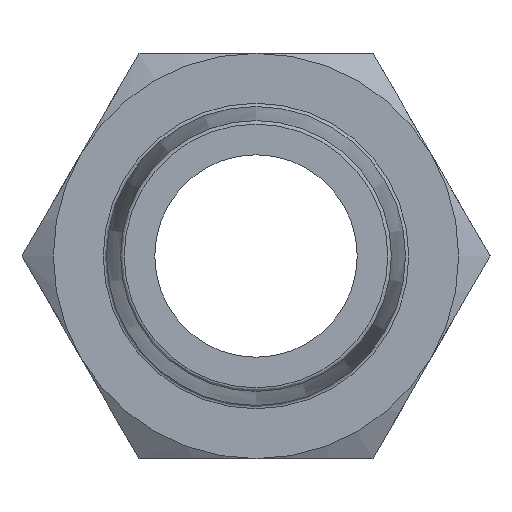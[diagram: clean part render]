
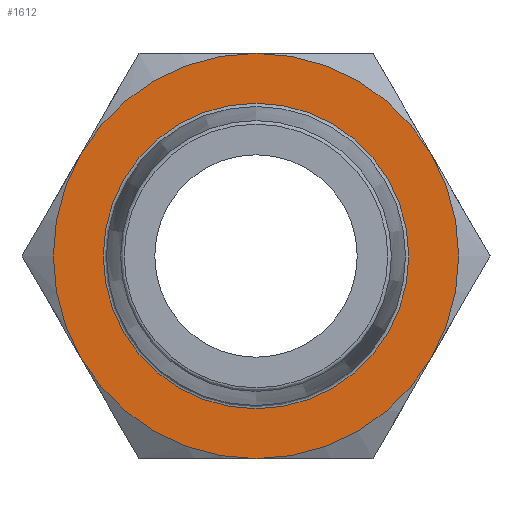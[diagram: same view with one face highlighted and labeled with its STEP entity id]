
A CAD part, left-side view. The second image highlights one B-rep face of the part: STEP entity #1612.
In plain terms, the highlighted planar face has unit normal (-1, 0, 0).
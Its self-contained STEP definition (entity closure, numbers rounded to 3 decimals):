
#85=FACE_BOUND('',#325,.T.);
#113=PLANE('',#1797);
#210=FACE_OUTER_BOUND('',#324,.T.);
#324=EDGE_LOOP('',(#1374,#1375,#1376,#1377,#1378,#1379));
#325=EDGE_LOOP('',(#1380));
#399=CIRCLE('',#1760,5.385);
#419=CIRCLE('',#1798,7.144);
#420=CIRCLE('',#1799,7.144);
#421=CIRCLE('',#1800,7.144);
#422=CIRCLE('',#1801,7.144);
#423=CIRCLE('',#1802,7.144);
#424=CIRCLE('',#1803,7.144);
#702=VERTEX_POINT('',#10057);
#724=VERTEX_POINT('',#10124);
#730=VERTEX_POINT('',#10145);
#734=VERTEX_POINT('',#10163);
#738=VERTEX_POINT('',#10181);
#742=VERTEX_POINT('',#10199);
#744=VERTEX_POINT('',#10214);
#911=EDGE_CURVE('',#702,#702,#399,.T.);
#970=EDGE_CURVE('',#744,#724,#419,.T.);
#971=EDGE_CURVE('',#724,#730,#420,.T.);
#972=EDGE_CURVE('',#730,#734,#421,.T.);
#973=EDGE_CURVE('',#734,#738,#422,.T.);
#974=EDGE_CURVE('',#738,#742,#423,.T.);
#975=EDGE_CURVE('',#742,#744,#424,.T.);
#1374=ORIENTED_EDGE('',*,*,#970,.T.);
#1375=ORIENTED_EDGE('',*,*,#971,.T.);
#1376=ORIENTED_EDGE('',*,*,#972,.T.);
#1377=ORIENTED_EDGE('',*,*,#973,.T.);
#1378=ORIENTED_EDGE('',*,*,#974,.T.);
#1379=ORIENTED_EDGE('',*,*,#975,.T.);
#1380=ORIENTED_EDGE('',*,*,#911,.T.);
#1612=ADVANCED_FACE('',(#210,#85),#113,.F.);
#1760=AXIS2_PLACEMENT_3D('',#10058,#2091,#2092);
#1797=AXIS2_PLACEMENT_3D('',#10224,#2180,#2181);
#1798=AXIS2_PLACEMENT_3D('',#10225,#2182,#2183);
#1799=AXIS2_PLACEMENT_3D('',#10226,#2184,#2185);
#1800=AXIS2_PLACEMENT_3D('',#10227,#2186,#2187);
#1801=AXIS2_PLACEMENT_3D('',#10228,#2188,#2189);
#1802=AXIS2_PLACEMENT_3D('',#10229,#2190,#2191);
#1803=AXIS2_PLACEMENT_3D('',#10230,#2192,#2193);
#2091=DIRECTION('center_axis',(1.,0.,0.));
#2092=DIRECTION('ref_axis',(0.,0.,-1.));
#2180=DIRECTION('center_axis',(1.,0.,0.));
#2181=DIRECTION('ref_axis',(0.,0.,-1.));
#2182=DIRECTION('center_axis',(-1.,0.,0.));
#2183=DIRECTION('ref_axis',(0.,0.,1.));
#2184=DIRECTION('center_axis',(-1.,0.,0.));
#2185=DIRECTION('ref_axis',(0.,0.,1.));
#2186=DIRECTION('center_axis',(-1.,0.,0.));
#2187=DIRECTION('ref_axis',(0.,0.,1.));
#2188=DIRECTION('center_axis',(-1.,0.,0.));
#2189=DIRECTION('ref_axis',(0.,0.,1.));
#2190=DIRECTION('center_axis',(-1.,0.,0.));
#2191=DIRECTION('ref_axis',(0.,0.,1.));
#2192=DIRECTION('center_axis',(-1.,0.,0.));
#2193=DIRECTION('ref_axis',(0.,0.,1.));
#10057=CARTESIAN_POINT('',(-69.431,0.,18.985));
#10058=CARTESIAN_POINT('Origin',(-69.431,0.,13.6));
#10124=CARTESIAN_POINT('',(-69.431,0.,6.456));
#10145=CARTESIAN_POINT('',(-69.431,-6.187,10.028));
#10163=CARTESIAN_POINT('',(-69.431,-6.187,17.172));
#10181=CARTESIAN_POINT('',(-69.431,0.,20.744));
#10199=CARTESIAN_POINT('',(-69.431,6.187,17.172));
#10214=CARTESIAN_POINT('',(-69.431,6.187,10.028));
#10224=CARTESIAN_POINT('Origin',(-69.431,8.249,13.6));
#10225=CARTESIAN_POINT('Origin',(-69.431,0.,13.6));
#10226=CARTESIAN_POINT('Origin',(-69.431,0.,13.6));
#10227=CARTESIAN_POINT('Origin',(-69.431,0.,13.6));
#10228=CARTESIAN_POINT('Origin',(-69.431,0.,13.6));
#10229=CARTESIAN_POINT('Origin',(-69.431,0.,13.6));
#10230=CARTESIAN_POINT('Origin',(-69.431,0.,13.6));
